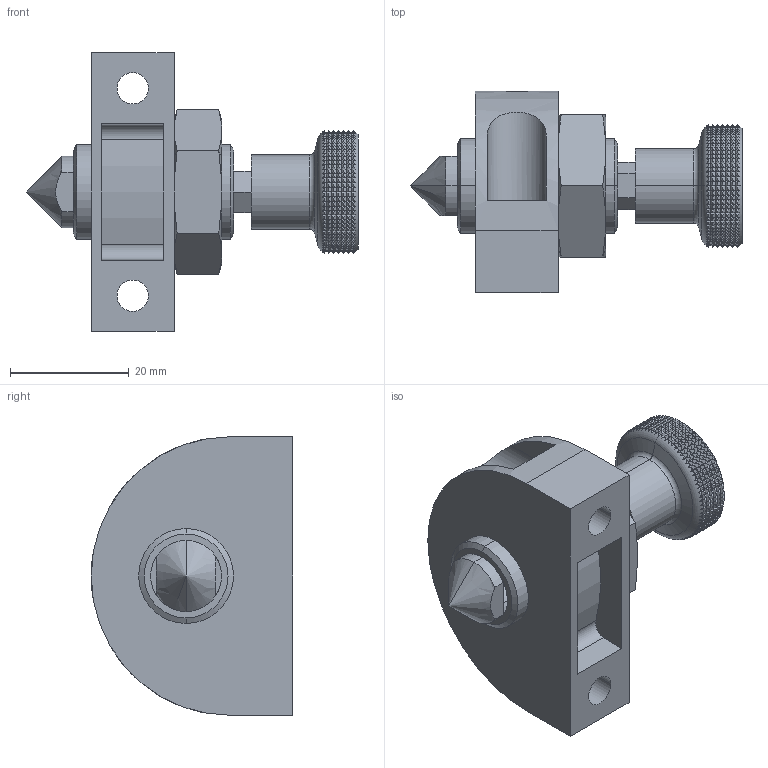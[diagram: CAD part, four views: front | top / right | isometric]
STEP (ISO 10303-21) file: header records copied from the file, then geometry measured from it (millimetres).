
FILE_DESCRIPTION(('STEP AP214'),'1');
FILE_NAME(' ',' ',('TraceParts'),('TraceParts S.A.'),'XStep 1.0',' ',' ');
FILE_SCHEMA(('automotive_design'));
Length unit declared in the file: millimetre
Products named in the file (6): eh_23230_0532|22110.0416:1|Kopie von EH_22110_0416_Mounting_Block_1^22110.0416:1;Kopie von EH_22110_0416_Mounting_Block_1^22110; eh_23230_0532|22110.0416:1|Kopie von EH_22110_0416_Grubscrew^22110.0416:1;Kopie von EH_22110_0416_Grubscrew^22110; eh_23230_0532|22720.20055:1;22720; eh_23230_0532|24520.0003_24520.0023:1;24520.0003_24520; eh_23230_0532|23230.0132:1;23230; eh_23230_0532|22120.0118:1;22120
Bounding box: 56 x 34 x 47 mm (x, y, z)
Volume: 23566.4 mm3; surface area: 12864.8 mm2
Topology: 6 solids, 6 shells, 1301 faces, 3750 edges, 2462 vertices
Faces by surface type: plane 1176, cone 80, cylinder 40, torus 4, sphere 1
Entity records: 82813 total; most frequent: CARTESIAN_POINT 13121, STYLED_ITEM 7511, PRESENTATION_STYLE_ASSIGNMENT 7511, COLOUR_RGB 7511, ORIENTED_EDGE 7484, DIRECTION 4786, EDGE_CURVE 3742, CURVE_STYLE 3742
